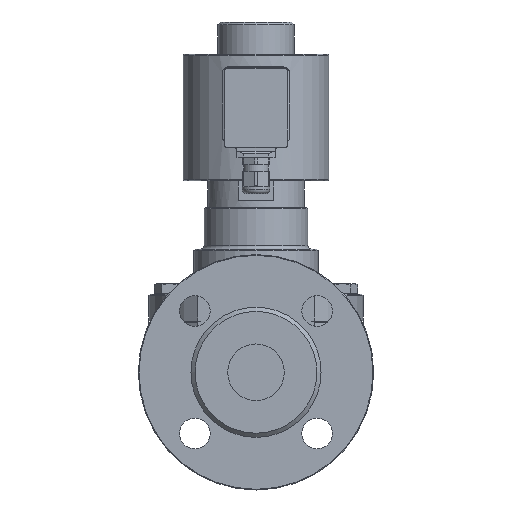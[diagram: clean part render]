
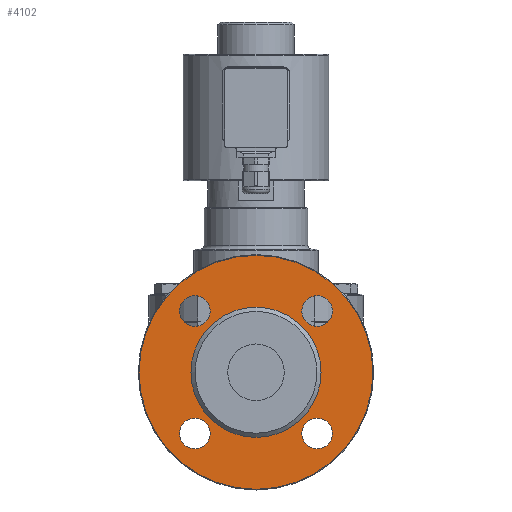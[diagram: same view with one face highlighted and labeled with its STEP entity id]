
A CAD part, front view. The second image highlights one B-rep face of the part: STEP entity #4102.
In plain terms, the highlighted planar face has unit normal (0, -1, 0).
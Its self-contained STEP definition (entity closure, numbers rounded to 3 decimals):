
#751=PLANE('',#4415);
#899=FACE_BOUND('',#1293,.T.);
#900=FACE_BOUND('',#1294,.T.);
#901=FACE_BOUND('',#1295,.T.);
#902=FACE_BOUND('',#1296,.T.);
#903=FACE_BOUND('',#1297,.T.);
#983=FACE_OUTER_BOUND('',#1292,.T.);
#1292=EDGE_LOOP('',(#2865));
#1293=EDGE_LOOP('',(#2866));
#1294=EDGE_LOOP('',(#2867));
#1295=EDGE_LOOP('',(#2868));
#1296=EDGE_LOOP('',(#2869));
#1297=EDGE_LOOP('',(#2870));
#1623=CIRCLE('',#4380,11.1);
#1625=CIRCLE('',#4383,11.1);
#1627=CIRCLE('',#4386,11.1);
#1629=CIRCLE('',#4389,11.1);
#1643=CIRCLE('',#4416,84.5);
#1644=CIRCLE('',#4417,47.);
#1836=VERTEX_POINT('',#6137);
#1838=VERTEX_POINT('',#6142);
#1840=VERTEX_POINT('',#6147);
#1842=VERTEX_POINT('',#6152);
#1856=VERTEX_POINT('',#6193);
#1857=VERTEX_POINT('',#6195);
#2228=EDGE_CURVE('',#1836,#1836,#1623,.T.);
#2230=EDGE_CURVE('',#1838,#1838,#1625,.T.);
#2232=EDGE_CURVE('',#1840,#1840,#1627,.T.);
#2234=EDGE_CURVE('',#1842,#1842,#1629,.T.);
#2248=EDGE_CURVE('',#1856,#1856,#1643,.T.);
#2249=EDGE_CURVE('',#1857,#1857,#1644,.T.);
#2865=ORIENTED_EDGE('',*,*,#2248,.F.);
#2866=ORIENTED_EDGE('',*,*,#2228,.T.);
#2867=ORIENTED_EDGE('',*,*,#2230,.T.);
#2868=ORIENTED_EDGE('',*,*,#2232,.T.);
#2869=ORIENTED_EDGE('',*,*,#2234,.T.);
#2870=ORIENTED_EDGE('',*,*,#2249,.F.);
#4102=ADVANCED_FACE('',(#983,#899,#900,#901,#902,#903),#751,.T.);
#4380=AXIS2_PLACEMENT_3D('',#6138,#4893,#4894);
#4383=AXIS2_PLACEMENT_3D('',#6143,#4899,#4900);
#4386=AXIS2_PLACEMENT_3D('',#6148,#4905,#4906);
#4389=AXIS2_PLACEMENT_3D('',#6153,#4911,#4912);
#4415=AXIS2_PLACEMENT_3D('',#6192,#4963,#4964);
#4416=AXIS2_PLACEMENT_3D('',#6194,#4965,#4966);
#4417=AXIS2_PLACEMENT_3D('',#6196,#4967,#4968);
#4893=DIRECTION('center_axis',(0.,1.,0.));
#4894=DIRECTION('ref_axis',(-1.,0.,0.));
#4899=DIRECTION('center_axis',(0.,1.,0.));
#4900=DIRECTION('ref_axis',(-1.,0.,0.));
#4905=DIRECTION('center_axis',(0.,1.,0.));
#4906=DIRECTION('ref_axis',(-1.,0.,0.));
#4911=DIRECTION('center_axis',(0.,1.,0.));
#4912=DIRECTION('ref_axis',(-1.,0.,0.));
#4963=DIRECTION('center_axis',(0.,-1.,0.));
#4964=DIRECTION('ref_axis',(0.,0.,-1.));
#4965=DIRECTION('center_axis',(0.,1.,0.));
#4966=DIRECTION('ref_axis',(0.,0.,1.));
#4967=DIRECTION('center_axis',(0.,-1.,0.));
#4968=DIRECTION('ref_axis',(0.,0.,-1.));
#6137=CARTESIAN_POINT('',(-33.094,-127.,44.194));
#6138=CARTESIAN_POINT('Origin',(-44.194,-127.,44.194));
#6142=CARTESIAN_POINT('',(55.294,-127.,-44.194));
#6143=CARTESIAN_POINT('Origin',(44.194,-127.,-44.194));
#6147=CARTESIAN_POINT('',(55.294,-127.,44.194));
#6148=CARTESIAN_POINT('Origin',(44.194,-127.,44.194));
#6152=CARTESIAN_POINT('',(-33.094,-127.,-44.194));
#6153=CARTESIAN_POINT('Origin',(-44.194,-127.,-44.194));
#6192=CARTESIAN_POINT('Origin',(0.,-127.,-66.));
#6193=CARTESIAN_POINT('',(0.,-127.,-84.5));
#6194=CARTESIAN_POINT('Origin',(0.,-127.,0.));
#6195=CARTESIAN_POINT('',(0.,-127.,-47.));
#6196=CARTESIAN_POINT('Origin',(0.,-127.,0.));
